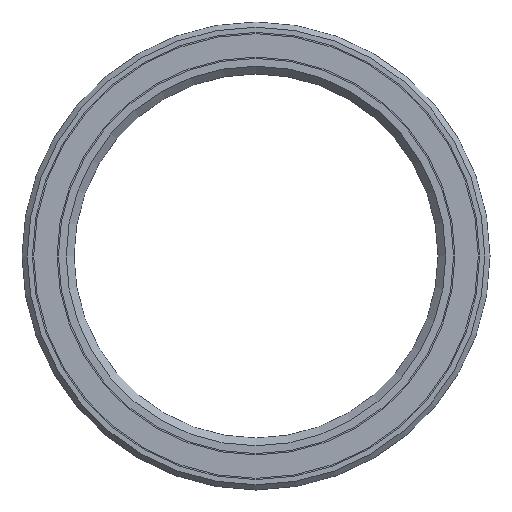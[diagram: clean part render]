
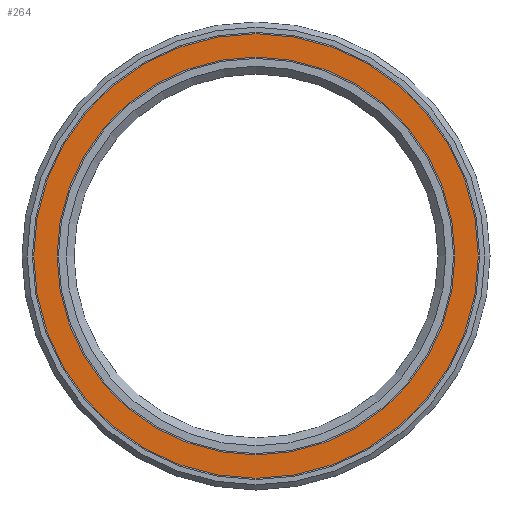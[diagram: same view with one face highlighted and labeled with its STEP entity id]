
A CAD part, front view. The second image highlights one B-rep face of the part: STEP entity #264.
In plain terms, the highlighted planar face has unit normal (0, -1, 0).
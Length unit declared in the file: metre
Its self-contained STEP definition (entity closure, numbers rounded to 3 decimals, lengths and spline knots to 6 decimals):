
#42=ORIENTED_EDGE('',*,*,#87,.T.);
#43=ORIENTED_EDGE('',*,*,#86,.F.);
#86=EDGE_CURVE('',#110,#110,#134,.T.);
#87=EDGE_CURVE('',#111,#111,#135,.T.);
#110=VERTEX_POINT('',#457);
#111=VERTEX_POINT('',#460);
#134=CIRCLE('',#305,0.03825);
#135=CIRCLE('',#307,0.04275);
#162=EDGE_LOOP('',(#42));
#163=EDGE_LOOP('',(#43));
#210=FACE_BOUND('',#162,.T.);
#211=FACE_BOUND('',#163,.T.);
#252=PLANE('',#306);
#264=ADVANCED_FACE('',(#210,#211),#252,.T.);
#305=AXIS2_PLACEMENT_3D('',#456,#363,#364);
#306=AXIS2_PLACEMENT_3D('',#458,#365,#366);
#307=AXIS2_PLACEMENT_3D('',#459,#367,#368);
#363=DIRECTION('',(0.,-1.,0.));
#364=DIRECTION('',(0.,0.,-1.));
#365=DIRECTION('',(0.,-1.,0.));
#366=DIRECTION('',(0.,0.,-1.));
#367=DIRECTION('',(0.,-1.,0.));
#368=DIRECTION('',(0.,0.,-1.));
#456=CARTESIAN_POINT('',(0.,0.,0.));
#457=CARTESIAN_POINT('',(0.,0.,-0.03825));
#458=CARTESIAN_POINT('',(0.03825,0.,0.));
#459=CARTESIAN_POINT('',(0.,0.,0.));
#460=CARTESIAN_POINT('',(0.,0.,-0.04275));
